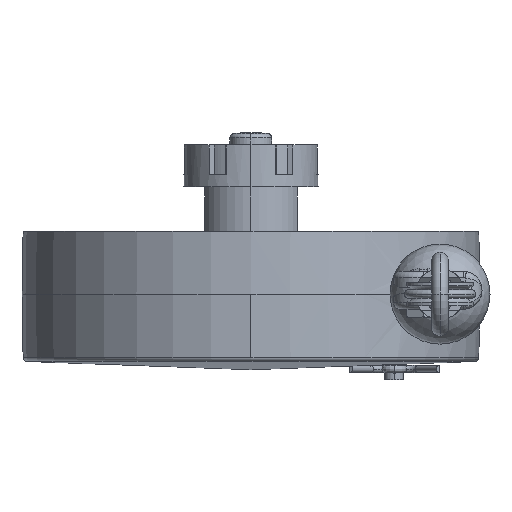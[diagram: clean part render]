
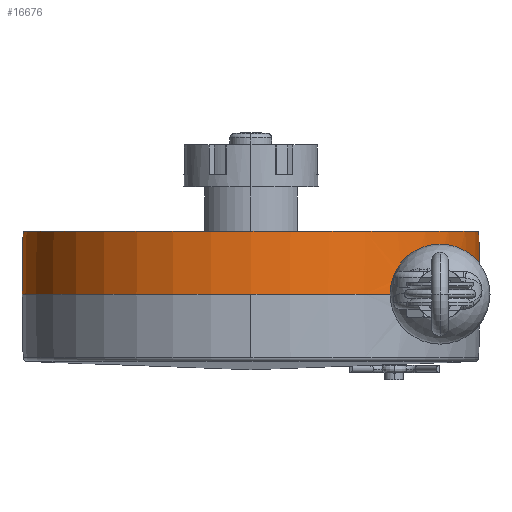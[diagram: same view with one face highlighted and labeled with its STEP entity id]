
A CAD part, front view. The second image highlights one B-rep face of the part: STEP entity #16676.
In plain terms, the highlighted conical face has half-angle 1 degrees and reference radius 54.5 mm.
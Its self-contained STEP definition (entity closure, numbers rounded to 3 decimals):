
#138 = CARTESIAN_POINT ( 'NONE',  ( 35.782, -41.002, 4.58 ) ) ;
#281 = CARTESIAN_POINT ( 'NONE',  ( 54.312, -4.223, 1.982 ) ) ;
#315 = EDGE_CURVE ( 'NONE', #15956, #2960, #2635, .T. ) ;
#424 = CARTESIAN_POINT ( 'NONE',  ( 54.494, 0., 0.336 ) ) ;
#572 = CARTESIAN_POINT ( 'NONE',  ( 52.704, -13.519, 5.751 ) ) ;
#692 = CARTESIAN_POINT ( 'NONE',  ( -54.5, 0., 0. ) ) ;
#749 = AXIS2_PLACEMENT_3D ( 'NONE', #17108, #6232, #10875 ) ;
#796 = VERTEX_POINT ( 'NONE', #11737 ) ;
#1683 = DIRECTION ( 'NONE',  ( 0., 0., 1. ) ) ;
#2291 = ORIENTED_EDGE ( 'NONE', *, *, #15225, .F. ) ;
#2406 = CARTESIAN_POINT ( 'NONE',  ( 35.663, -41.112, 4.339 ) ) ;
#2543 = CARTESIAN_POINT ( 'NONE',  ( 53.827, -8.38, 3.725 ) ) ;
#2635 = B_SPLINE_CURVE_WITH_KNOTS ( 'NONE', 3,
 ( #13526, #13098, #24099, #17765, #26341, #7010, #23805, #2406, #138, #8994, #23946, #17628, #2683, #26188, #26044, #19569, #15801, #15661, #17341, #15524, #6601, #26480, #6868, #8854, #13242, #4918, #4639, #11118, #21808, #9145, #7155, #13672, #572, #25910, #2543, #6727, #281, #11262, #19852, #17478, #19702, #15233, #22106, #4781, #15385, #424 ),
 .UNSPECIFIED., .F., .F.,
 ( 4, 2, 2, 2, 2, 2, 2, 2, 2, 2, 2, 2, 2, 2, 2, 2, 2, 2, 2, 2, 2, 2, 4 ),
 ( 0., 0.031, 0.062, 0.078, 0.094, 0.125, 0.156, 0.187, 0.25, 0.312, 0.344, 0.375, 0.437, 0.5, 0.625, 0.687, 0.75, 0.875, 0.937, 0.969, 0.984, 0.992, 1. ),
 .UNSPECIFIED. ) ;
#2683 = CARTESIAN_POINT ( 'NONE',  ( 37.369, -39.509, 6.855 ) ) ;
#2960 = VERTEX_POINT ( 'NONE', #11098 ) ;
#3191 = VERTEX_POINT ( 'NONE', #8112 ) ;
#3346 = EDGE_CURVE ( 'NONE', #3191, #16059, #19799, .T. ) ;
#3741 = DIRECTION ( 'NONE',  ( 0., 0., -1. ) ) ;
#4618 = DIRECTION ( 'NONE',  ( 0.017, 0., 1. ) ) ;
#4639 = CARTESIAN_POINT ( 'NONE',  ( 47.93, -25.618, 9.422 ) ) ;
#4781 = CARTESIAN_POINT ( 'NONE',  ( 54.493, -0.285, 0.372 ) ) ;
#4918 = CARTESIAN_POINT ( 'NONE',  ( 47.393, -26.593, 9.601 ) ) ;
#4948 = ORIENTED_EDGE ( 'NONE', *, *, #26338, .F. ) ;
#5495 = CARTESIAN_POINT ( 'NONE',  ( 0., 0., 0. ) ) ;
#5914 = DIRECTION ( 'NONE',  ( -1., 0., 0. ) ) ;
#6232 = DIRECTION ( 'NONE',  ( 0., 0., 1. ) ) ;
#6601 = CARTESIAN_POINT ( 'NONE',  ( 43.687, -32.298, 9.955 ) ) ;
#6727 = CARTESIAN_POINT ( 'NONE',  ( 54.213, -5.266, 2.423 ) ) ;
#6792 = CARTESIAN_POINT ( 'NONE',  ( 54.5, 0., 0. ) ) ;
#6868 = CARTESIAN_POINT ( 'NONE',  ( 44.68, -30.907, 9.996 ) ) ;
#7010 = CARTESIAN_POINT ( 'NONE',  ( 35.343, -41.404, 3.594 ) ) ;
#7155 = CARTESIAN_POINT ( 'NONE',  ( 51.799, -16.589, 6.869 ) ) ;
#7208 = AXIS2_PLACEMENT_3D ( 'NONE', #19058, #3741, #10326 ) ;
#8112 = CARTESIAN_POINT ( 'NONE',  ( 54.238, 0., 15. ) ) ;
#8854 = CARTESIAN_POINT ( 'NONE',  ( 45.638, -29.492, 9.956 ) ) ;
#8994 = CARTESIAN_POINT ( 'NONE',  ( 36.161, -40.654, 5.275 ) ) ;
#9090 = EDGE_LOOP ( 'NONE', ( #10445, #2291, #27087, #14779, #4948, #16419 ) ) ;
#9145 = CARTESIAN_POINT ( 'NONE',  ( 51.453, -17.614, 7.222 ) ) ;
#9176 = VECTOR ( 'NONE', #4618, 1000. ) ;
#10326 = DIRECTION ( 'NONE',  ( -1., 0., 0. ) ) ;
#10445 = ORIENTED_EDGE ( 'NONE', *, *, #24949, .F. ) ;
#10875 = DIRECTION ( 'NONE',  ( -1., 0., 0. ) ) ;
#11098 = CARTESIAN_POINT ( 'NONE',  ( 54.494, 0., 0.336 ) ) ;
#11118 = CARTESIAN_POINT ( 'NONE',  ( 49.442, -22.67, 8.78 ) ) ;
#11262 = CARTESIAN_POINT ( 'NONE',  ( 54.415, -2.656, 1.318 ) ) ;
#11299 = AXIS2_PLACEMENT_3D ( 'NONE', #16506, #19147, #5914 ) ;
#11737 = CARTESIAN_POINT ( 'NONE',  ( -54.5, 0., 0. ) ) ;
#12609 = AXIS2_PLACEMENT_3D ( 'NONE', #5495, #1683, #26935 ) ;
#13098 = CARTESIAN_POINT ( 'NONE',  ( 34.682, -42.027, 0.577 ) ) ;
#13242 = CARTESIAN_POINT ( 'NONE',  ( 46.249, -28.528, 9.868 ) ) ;
#13526 = CARTESIAN_POINT ( 'NONE',  ( 34.682, -42.041, 0. ) ) ;
#13593 = LINE ( 'NONE', #6792, #18374 ) ;
#13596 = FACE_OUTER_BOUND ( 'NONE', #9090, .T. ) ;
#13672 = CARTESIAN_POINT ( 'NONE',  ( 52.424, -14.543, 6.134 ) ) ;
#14300 = VERTEX_POINT ( 'NONE', #23966 ) ;
#14779 = ORIENTED_EDGE ( 'NONE', *, *, #3346, .F. ) ;
#15225 = EDGE_CURVE ( 'NONE', #796, #14300, #27027, .T. ) ;
#15233 = CARTESIAN_POINT ( 'NONE',  ( 54.487, -0.688, 0.506 ) ) ;
#15385 = CARTESIAN_POINT ( 'NONE',  ( 54.494, -0.148, 0.336 ) ) ;
#15524 = CARTESIAN_POINT ( 'NONE',  ( 43.346, -32.755, 9.918 ) ) ;
#15661 = CARTESIAN_POINT ( 'NONE',  ( 41.605, -34.962, 9.559 ) ) ;
#15801 = CARTESIAN_POINT ( 'NONE',  ( 40.171, -36.616, 8.975 ) ) ;
#15956 = VERTEX_POINT ( 'NONE', #26981 ) ;
#16059 = VERTEX_POINT ( 'NONE', #25081 ) ;
#16419 = ORIENTED_EDGE ( 'NONE', *, *, #315, .F. ) ;
#16494 = CIRCLE ( 'NONE', #749, 54.5 ) ;
#16506 = CARTESIAN_POINT ( 'NONE',  ( 0., 0., 0. ) ) ;
#16676 = ADVANCED_FACE ( 'NONE', ( #13596 ), #21609, .F. ) ;
#17108 = CARTESIAN_POINT ( 'NONE',  ( 0., 0., 0. ) ) ;
#17341 = CARTESIAN_POINT ( 'NONE',  ( 42.311, -34.1, 9.749 ) ) ;
#17478 = CARTESIAN_POINT ( 'NONE',  ( 54.471, -1.347, 0.769 ) ) ;
#17628 = CARTESIAN_POINT ( 'NONE',  ( 37.044, -39.823, 6.491 ) ) ;
#17765 = CARTESIAN_POINT ( 'NONE',  ( 34.926, -41.787, 2.267 ) ) ;
#17891 = LINE ( 'NONE', #692, #9176 ) ;
#18374 = VECTOR ( 'NONE', #24162, 1000. ) ;
#19058 = CARTESIAN_POINT ( 'NONE',  ( 0., 0., 15. ) ) ;
#19147 = DIRECTION ( 'NONE',  ( 0., 0., -1. ) ) ;
#19569 = CARTESIAN_POINT ( 'NONE',  ( 39.434, -37.415, 8.576 ) ) ;
#19702 = CARTESIAN_POINT ( 'NONE',  ( 54.478, -1.085, 0.66 ) ) ;
#19799 = CIRCLE ( 'NONE', #7208, 54.238 ) ;
#19852 = CARTESIAN_POINT ( 'NONE',  ( 54.442, -2.134, 1.097 ) ) ;
#21609 = CONICAL_SURFACE ( 'NONE', #11299, 54.5, 0.017 ) ;
#21808 = CARTESIAN_POINT ( 'NONE',  ( 50.32, -20.671, 8.212 ) ) ;
#22071 = EDGE_CURVE ( 'NONE', #796, #16059, #17891, .T. ) ;
#22106 = CARTESIAN_POINT ( 'NONE',  ( 54.489, -0.555, 0.456 ) ) ;
#23805 = CARTESIAN_POINT ( 'NONE',  ( 35.443, -41.313, 3.846 ) ) ;
#23946 = CARTESIAN_POINT ( 'NONE',  ( 36.441, -40.394, 5.701 ) ) ;
#23966 = CARTESIAN_POINT ( 'NONE',  ( 0., -54.5, 0. ) ) ;
#24099 = CARTESIAN_POINT ( 'NONE',  ( 34.732, -41.974, 1.145 ) ) ;
#24162 = DIRECTION ( 'NONE',  ( -0.017, 0., 1. ) ) ;
#24949 = EDGE_CURVE ( 'NONE', #14300, #15956, #16494, .T. ) ;
#25081 = CARTESIAN_POINT ( 'NONE',  ( -54.238, 0., 15. ) ) ;
#25910 = CARTESIAN_POINT ( 'NONE',  ( 53.451, -10.44, 4.565 ) ) ;
#26044 = CARTESIAN_POINT ( 'NONE',  ( 38.381, -38.505, 7.797 ) ) ;
#26188 = CARTESIAN_POINT ( 'NONE',  ( 38.037, -38.851, 7.507 ) ) ;
#26338 = EDGE_CURVE ( 'NONE', #2960, #3191, #13593, .T. ) ;
#26341 = CARTESIAN_POINT ( 'NONE',  ( 35.07, -41.654, 2.817 ) ) ;
#26480 = CARTESIAN_POINT ( 'NONE',  ( 44.354, -31.374, 9.994 ) ) ;
#26935 = DIRECTION ( 'NONE',  ( -1., 0., 0. ) ) ;
#26981 = CARTESIAN_POINT ( 'NONE',  ( 34.682, -42.041, 0. ) ) ;
#27027 = CIRCLE ( 'NONE', #12609, 54.5 ) ;
#27087 = ORIENTED_EDGE ( 'NONE', *, *, #22071, .T. ) ;
